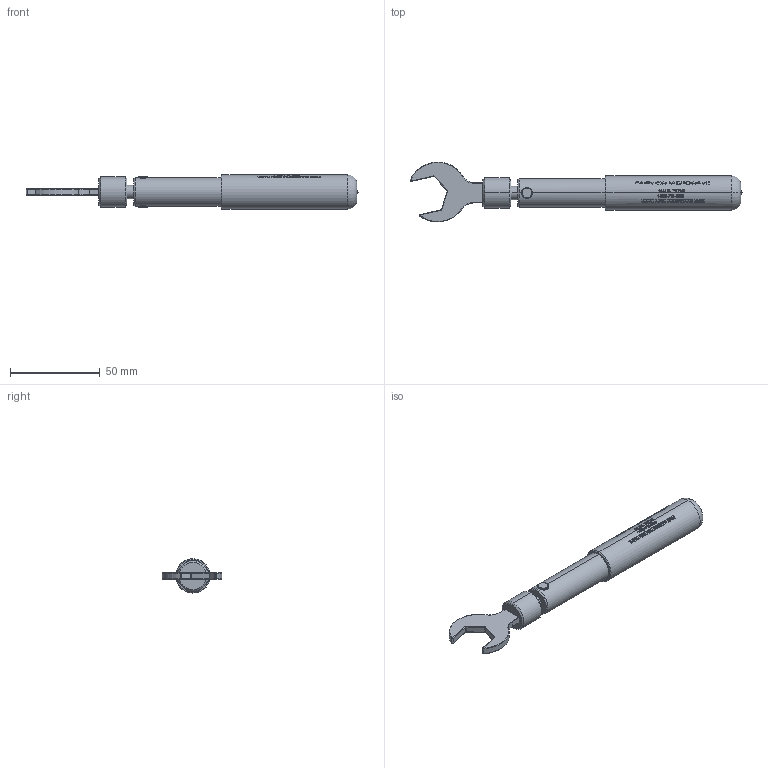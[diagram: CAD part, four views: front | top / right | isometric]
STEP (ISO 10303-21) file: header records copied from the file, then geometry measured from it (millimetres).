
FILE_DESCRIPTION (( 'STEP AP203' ), '1' );
FILE_NAME ('ST-N2.step', '2018-05-02T18:52:21', ( '' ), ( '' ), 'SwSTEP 2.0', 'SolidWorks 2017', '' );
FILE_SCHEMA (( 'CONFIG_CONTROL_DESIGN' ));
Products named in the file (1): ST-N2
Bounding box: 184.69 x 33.3 x 19.05 mm (x, y, z)
Volume: 37136.7 mm3; surface area: 10347.7 mm2
Topology: 1 solids, 1 shells, 942 faces, 2496 edges, 1647 vertices
Faces by surface type: bspline 424, plane 352, cylinder 124, torus 30, cone 10, sphere 2
Entity records: 56715 total; most frequent: CARTESIAN_POINT 38950, ORIENTED_EDGE 4992, EDGE_CURVE 2496, B_SPLINE_CURVE_WITH_KNOTS 2291, VERTEX_POINT 1647, DIRECTION 1377, EDGE_LOOP 1033, ADVANCED_FACE 942
